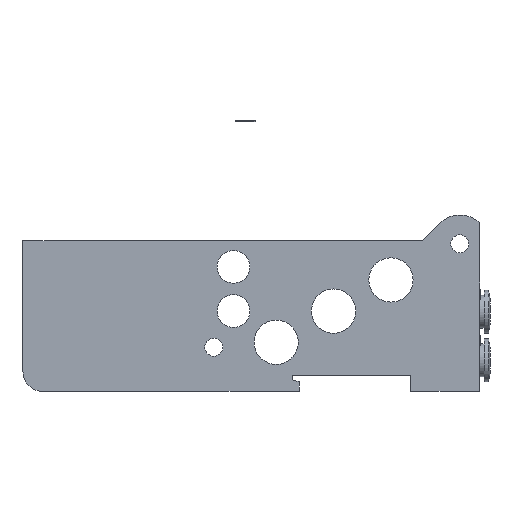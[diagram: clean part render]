
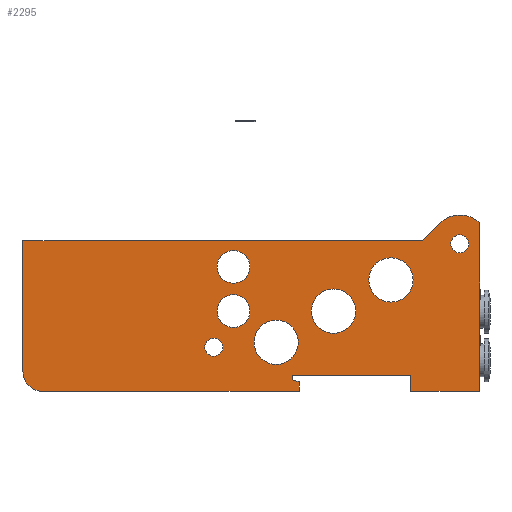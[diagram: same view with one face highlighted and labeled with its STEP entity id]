
A CAD part, front view. The second image highlights one B-rep face of the part: STEP entity #2295.
In plain terms, the highlighted planar face has unit normal (0, -1, 0).
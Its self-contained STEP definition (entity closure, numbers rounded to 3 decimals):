
#1565=CARTESIAN_POINT('',(0.,-9.5,51.437));
#1566=VERTEX_POINT('',#1565);
#1573=CARTESIAN_POINT('',(0.0,-9.5,0.0));
#1574=VERTEX_POINT('',#1573);
#1575=CARTESIAN_POINT('',(0.0,-9.5,51.437));
#1576=DIRECTION('',(0.0,0.0,-1.0));
#1577=VECTOR('',#1576,51.437);
#1578=LINE('',#1575,#1577);
#1579=EDGE_CURVE('',#1566,#1574,#1578,.T.);
#1942=CARTESIAN_POINT('',(-3.25,-9.5,45.0));
#1943=VERTEX_POINT('',#1942);
#1944=CARTESIAN_POINT('',(-6.,-9.5,45.0));
#1945=DIRECTION('',(0.0,1.0,0.0));
#1946=DIRECTION('',(1.0,0.0,0.0));
#1947=AXIS2_PLACEMENT_3D('',#1944,#1945,#1946);
#1948=CIRCLE('',#1947,2.75);
#1949=EDGE_CURVE('',#1943,#1943,#1948,.T.);
#1991=CARTESIAN_POINT('',(-78.25,-9.5,13.5));
#1992=VERTEX_POINT('',#1991);
#1993=CARTESIAN_POINT('',(-81.0,-9.5,13.5));
#1994=DIRECTION('',(0.0,1.0,0.0));
#1995=DIRECTION('',(1.0,0.0,0.0));
#1996=AXIS2_PLACEMENT_3D('',#1993,#1994,#1995);
#1997=CIRCLE('',#1996,2.75);
#1998=EDGE_CURVE('',#1992,#1992,#1997,.T.);
#2018=CARTESIAN_POINT('',(-55.0,-9.5,3.));
#2019=VERTEX_POINT('',#2018);
#2026=CARTESIAN_POINT('',(-55.0,-9.5,0.));
#2027=VERTEX_POINT('',#2026);
#2028=CARTESIAN_POINT('',(-55.0,-9.5,0.));
#2029=DIRECTION('',(0.0,0.0,1.0));
#2030=VECTOR('',#2029,3.0);
#2031=LINE('',#2028,#2030);
#2032=EDGE_CURVE('',#2027,#2019,#2031,.T.);
#2058=CARTESIAN_POINT('',(-21.,-9.5,0.));
#2059=VERTEX_POINT('',#2058);
#2066=CARTESIAN_POINT('',(-21.0,-9.5,5.));
#2067=VERTEX_POINT('',#2066);
#2068=CARTESIAN_POINT('',(-21.0,-9.5,5.));
#2069=DIRECTION('',(0.0,0.0,-1.0));
#2070=VECTOR('',#2069,5.);
#2071=LINE('',#2068,#2070);
#2072=EDGE_CURVE('',#2067,#2059,#2071,.T.);
#2097=CARTESIAN_POINT('',(-57.0,-9.5,5.));
#2098=VERTEX_POINT('',#2097);
#2099=CARTESIAN_POINT('',(-57.0,-9.5,5.));
#2100=DIRECTION('',(1.0,0.0,0.0));
#2101=VECTOR('',#2100,36.0);
#2102=LINE('',#2099,#2101);
#2103=EDGE_CURVE('',#2098,#2067,#2102,.T.);
#2128=CARTESIAN_POINT('',(-57.0,-9.5,3.536));
#2129=VERTEX_POINT('',#2128);
#2130=CARTESIAN_POINT('',(-57.0,-9.5,3.536));
#2131=DIRECTION('',(0.0,0.0,1.0));
#2132=VECTOR('',#2131,1.464);
#2133=LINE('',#2130,#2132);
#2134=EDGE_CURVE('',#2129,#2098,#2133,.T.);
#2157=CARTESIAN_POINT('',(-55.0,-9.5,3.));
#2158=DIRECTION('',(-0.966,0.0,0.259));
#2159=VECTOR('',#2158,2.071);
#2160=LINE('',#2157,#2159);
#2161=EDGE_CURVE('',#2019,#2129,#2160,.T.);
#2167=CARTESIAN_POINT('',(-8.227,-9.5,42.684));
#2168=DIRECTION('',(0.0,1.0,0.0));
#2169=DIRECTION('',(0.0,0.0,1.0));
#2170=AXIS2_PLACEMENT_3D('',#2167,#2168,#2169);
#2171=PLANE('',#2170);
#2172=ORIENTED_EDGE('',*,*,#2032,.T.);
#2173=ORIENTED_EDGE('',*,*,#2161,.T.);
#2174=ORIENTED_EDGE('',*,*,#2134,.T.);
#2175=ORIENTED_EDGE('',*,*,#2103,.T.);
#2176=ORIENTED_EDGE('',*,*,#2072,.T.);
#2177=CARTESIAN_POINT('',(0.0,-9.5,0.0));
#2178=DIRECTION('',(-1.0,0.0,0.0));
#2179=VECTOR('',#2178,21.);
#2180=LINE('',#2177,#2179);
#2181=EDGE_CURVE('',#1574,#2059,#2180,.T.);
#2182=ORIENTED_EDGE('',*,*,#2181,.F.);
#2183=ORIENTED_EDGE('',*,*,#1579,.F.);
#2184=CARTESIAN_POINT('',(-12.223,-9.5,51.223));
#2185=VERTEX_POINT('',#2184);
#2186=CARTESIAN_POINT('',(-6.,-9.5,45.0));
#2187=DIRECTION('',(0.0,1.0,0.0));
#2188=DIRECTION('',(-0.707,0.0,0.707));
#2189=AXIS2_PLACEMENT_3D('',#2186,#2187,#2188);
#2190=CIRCLE('',#2189,8.8);
#2191=EDGE_CURVE('',#2185,#1566,#2190,.T.);
#2192=ORIENTED_EDGE('',*,*,#2191,.F.);
#2193=CARTESIAN_POINT('',(-17.445,-9.5,46.));
#2194=VERTEX_POINT('',#2193);
#2195=CARTESIAN_POINT('',(-17.445,-9.5,46.));
#2196=DIRECTION('',(0.707,0.0,0.707));
#2197=VECTOR('',#2196,7.386);
#2198=LINE('',#2195,#2197);
#2199=EDGE_CURVE('',#2194,#2185,#2198,.T.);
#2200=ORIENTED_EDGE('',*,*,#2199,.F.);
#2201=CARTESIAN_POINT('',(-139.2,-9.5,46.));
#2202=VERTEX_POINT('',#2201);
#2203=CARTESIAN_POINT('',(-139.2,-9.5,46.));
#2204=DIRECTION('',(1.0,0.0,0.0));
#2205=VECTOR('',#2204,121.755);
#2206=LINE('',#2203,#2205);
#2207=EDGE_CURVE('',#2202,#2194,#2206,.T.);
#2208=ORIENTED_EDGE('',*,*,#2207,.F.);
#2209=CARTESIAN_POINT('',(-139.2,-9.5,6.));
#2210=VERTEX_POINT('',#2209);
#2211=CARTESIAN_POINT('',(-139.2,-9.5,6.));
#2212=DIRECTION('',(0.0,0.0,1.0));
#2213=VECTOR('',#2212,40.);
#2214=LINE('',#2211,#2213);
#2215=EDGE_CURVE('',#2210,#2202,#2214,.T.);
#2216=ORIENTED_EDGE('',*,*,#2215,.F.);
#2217=CARTESIAN_POINT('',(-133.2,-9.5,0.));
#2218=VERTEX_POINT('',#2217);
#2219=CARTESIAN_POINT('',(-133.2,-9.5,6.));
#2220=DIRECTION('',(0.0,1.0,0.0));
#2221=DIRECTION('',(0.0,0.0,-1.0));
#2222=AXIS2_PLACEMENT_3D('',#2219,#2220,#2221);
#2223=CIRCLE('',#2222,6.);
#2224=EDGE_CURVE('',#2218,#2210,#2223,.T.);
#2225=ORIENTED_EDGE('',*,*,#2224,.F.);
#2226=CARTESIAN_POINT('',(-55.0,-9.5,0.));
#2227=DIRECTION('',(-1.0,0.0,0.0));
#2228=VECTOR('',#2227,78.2);
#2229=LINE('',#2226,#2228);
#2230=EDGE_CURVE('',#2027,#2218,#2229,.T.);
#2231=ORIENTED_EDGE('',*,*,#2230,.F.);
#2232=EDGE_LOOP('',(#2172,#2173,#2174,#2175,#2176,#2182,#2183,#2192,#2200,#2208,#2216,#2225,#2231));
#2233=FACE_OUTER_BOUND('',#2232,.T.);
#2234=ORIENTED_EDGE('',*,*,#1949,.T.);
#2235=EDGE_LOOP('',(#2234));
#2236=FACE_BOUND('',#2235,.T.);
#2237=ORIENTED_EDGE('',*,*,#1998,.T.);
#2238=EDGE_LOOP('',(#2237));
#2239=FACE_BOUND('',#2238,.T.);
#2240=CARTESIAN_POINT('',(-68.75,-9.5,15.0));
#2241=VERTEX_POINT('',#2240);
#2242=CARTESIAN_POINT('',(-62.0,-9.5,15.0));
#2243=DIRECTION('',(0.0,1.0,0.0));
#2244=DIRECTION('',(1.0,0.0,0.0));
#2245=AXIS2_PLACEMENT_3D('',#2242,#2243,#2244);
#2246=CIRCLE('',#2245,6.75);
#2247=EDGE_CURVE('',#2241,#2241,#2246,.T.);
#2248=ORIENTED_EDGE('',*,*,#2247,.T.);
#2249=EDGE_LOOP('',(#2248));
#2250=FACE_BOUND('',#2249,.T.);
#2251=CARTESIAN_POINT('',(-51.25,-9.5,24.5));
#2252=VERTEX_POINT('',#2251);
#2253=CARTESIAN_POINT('',(-44.5,-9.5,24.5));
#2254=DIRECTION('',(0.0,1.0,0.0));
#2255=DIRECTION('',(1.0,0.0,0.0));
#2256=AXIS2_PLACEMENT_3D('',#2253,#2254,#2255);
#2257=CIRCLE('',#2256,6.75);
#2258=EDGE_CURVE('',#2252,#2252,#2257,.T.);
#2259=ORIENTED_EDGE('',*,*,#2258,.T.);
#2260=EDGE_LOOP('',(#2259));
#2261=FACE_BOUND('',#2260,.T.);
#2262=CARTESIAN_POINT('',(-33.75,-9.5,34.0));
#2263=VERTEX_POINT('',#2262);
#2264=CARTESIAN_POINT('',(-27.0,-9.5,34.0));
#2265=DIRECTION('',(0.0,1.0,0.0));
#2266=DIRECTION('',(1.0,0.0,0.0));
#2267=AXIS2_PLACEMENT_3D('',#2264,#2265,#2266);
#2268=CIRCLE('',#2267,6.75);
#2269=EDGE_CURVE('',#2263,#2263,#2268,.T.);
#2270=ORIENTED_EDGE('',*,*,#2269,.T.);
#2271=EDGE_LOOP('',(#2270));
#2272=FACE_BOUND('',#2271,.T.);
#2273=CARTESIAN_POINT('',(-80.0,-9.5,38.0));
#2274=VERTEX_POINT('',#2273);
#2275=CARTESIAN_POINT('',(-75.0,-9.5,38.0));
#2276=DIRECTION('',(0.0,1.0,0.0));
#2277=DIRECTION('',(1.0,0.0,0.0));
#2278=AXIS2_PLACEMENT_3D('',#2275,#2276,#2277);
#2279=CIRCLE('',#2278,5.0);
#2280=EDGE_CURVE('',#2274,#2274,#2279,.T.);
#2281=ORIENTED_EDGE('',*,*,#2280,.T.);
#2282=EDGE_LOOP('',(#2281));
#2283=FACE_BOUND('',#2282,.T.);
#2284=CARTESIAN_POINT('',(-80.0,-9.5,24.5));
#2285=VERTEX_POINT('',#2284);
#2286=CARTESIAN_POINT('',(-75.0,-9.5,24.5));
#2287=DIRECTION('',(0.0,1.0,0.0));
#2288=DIRECTION('',(1.0,0.0,0.0));
#2289=AXIS2_PLACEMENT_3D('',#2286,#2287,#2288);
#2290=CIRCLE('',#2289,5.0);
#2291=EDGE_CURVE('',#2285,#2285,#2290,.T.);
#2292=ORIENTED_EDGE('',*,*,#2291,.T.);
#2293=EDGE_LOOP('',(#2292));
#2294=FACE_BOUND('',#2293,.T.);
#2295=ADVANCED_FACE('',(#2233,#2236,#2239,#2250,#2261,#2272,#2283,#2294),#2171,.F.);
